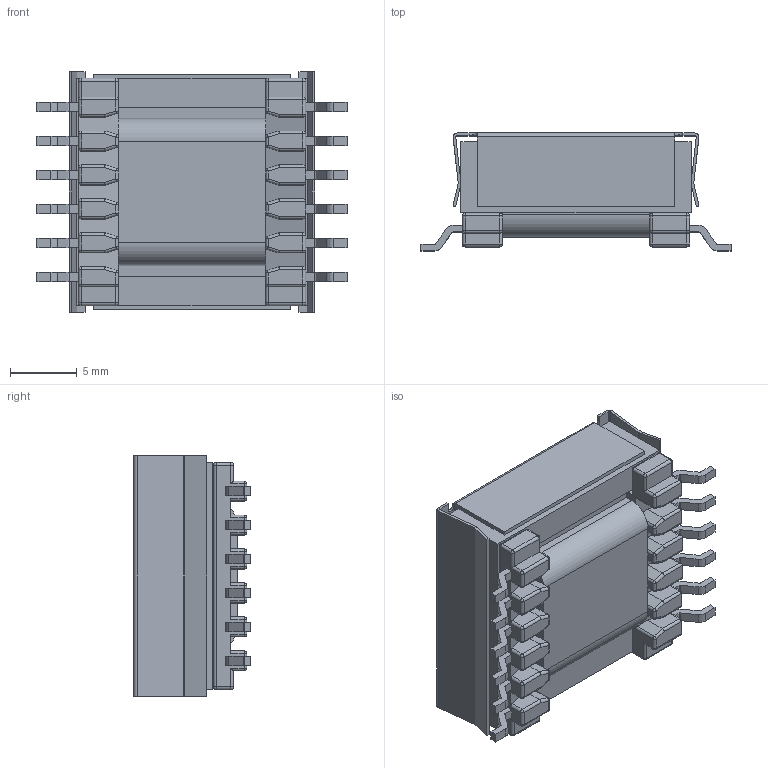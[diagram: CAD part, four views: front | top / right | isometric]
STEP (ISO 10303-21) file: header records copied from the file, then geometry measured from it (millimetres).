
FILE_DESCRIPTION(('OneSpaceDesigner STEP Export'),'2;1');
FILE_NAME('EFD17_GW_12pin.stp','2023-09-13T14:44:48',(''),(''),'OneSpace Designer STEP processor for AP214 (Solid Model)','OneSpace Designer 13.01 05-Feb-2005 (C) CoCreate Software GmbH','');
FILE_SCHEMA(('AUTOMOTIVE_DESIGN { 1 0 10303 214 1 1 1 1 }'));
Length unit declared in the file: millimetre
Products named in the file (1): EFD17_GW_12pin
Bounding box: 23.2 x 8.8 x 18 mm (x, y, z)
Volume: 2203.8 mm3; surface area: 2129.8 mm2
Topology: 1 solids, 1 shells, 553 faces, 1444 edges, 844 vertices
Faces by surface type: plane 269, cylinder 224, sphere 60
Entity records: 15894 total; most frequent: DIRECTION 2778, ORIENTED_EDGE 2768, CARTESIAN_POINT 2698, EDGE_CURVE 1384, VECTOR 930, LINE 930, AXIS2_PLACEMENT_3D 924, VERTEX_POINT 844
